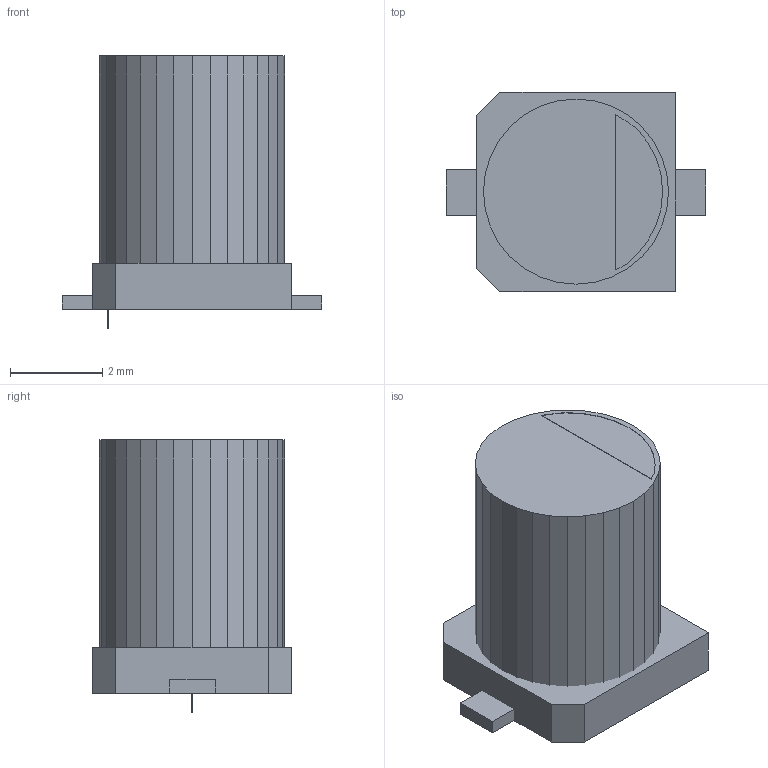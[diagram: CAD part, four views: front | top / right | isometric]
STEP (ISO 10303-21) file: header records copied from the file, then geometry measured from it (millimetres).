
FILE_DESCRIPTION (( 'STEP AP214' ), '1' );
FILE_NAME ('SW3dPS-CAPSMD4x5_5.STEP', '2009-05-11T15:25:25', ( 'sysAdmin' ), ( 'SolidWorks' ), 'SwSTEP 2.0', 'SolidWorks 2009', '' );
FILE_SCHEMA (( 'AUTOMOTIVE_DESIGN' ));
Length unit declared in the file: millimetre
Products named in the file (11): SW3dPS-CAPSMD4x5_5_352706000; SW3dPS-CAPSMD4x5_5_Extruded3; SW3dPS-CAPSMD4x5_5_352705616; SW3dPS-CAPSMD4x5_5_Extruded; SW3dPS-CAPSMD4x5_5_352701520; SW3dPS-CAPSMD4x5_5_Open CASCADE STEP translator 6.2 99.2; SW3dPS-CAPSMD4x5_5; SW3dPS-CAPSMD4x5_5_352704336; SW3dPS-CAPSMD4x5_5_Extruded2; SW3dPS-CAPSMD4x5_5_Board; SW3dPS-CAPSMD4x5_5_Extruded1
Assembly tree (11 placements, depth 4):
  SW3dPS-CAPSMD4x5_5
    SW3dPS-CAPSMD4x5_5_Board
    SW3dPS-CAPSMD4x5_5_Open CASCADE STEP translator 6.2 99.2
      SW3dPS-CAPSMD4x5_5_352706000  x2
        SW3dPS-CAPSMD4x5_5_Extruded2
      SW3dPS-CAPSMD4x5_5_352705616
        SW3dPS-CAPSMD4x5_5_Extruded3
      SW3dPS-CAPSMD4x5_5_352701520
        SW3dPS-CAPSMD4x5_5_Extruded
      SW3dPS-CAPSMD4x5_5_352704336
        SW3dPS-CAPSMD4x5_5_Extruded1
Bounding box: 5.64 x 4.32 x 5.93 mm (x, y, z)
Volume: 87.7 mm3; surface area: 163.4 mm2
Topology: 6 solids, 6 shells, 76 faces, 192 edges, 128 vertices
Faces by surface type: plane 76
Entity records: 2464 total; most frequent: CARTESIAN_POINT 389, ORIENTED_EDGE 360, DIRECTION 358, EDGE_CURVE 180, VECTOR 180, LINE 180, VERTEX_POINT 120, AXIS2_PLACEMENT_3D 89
